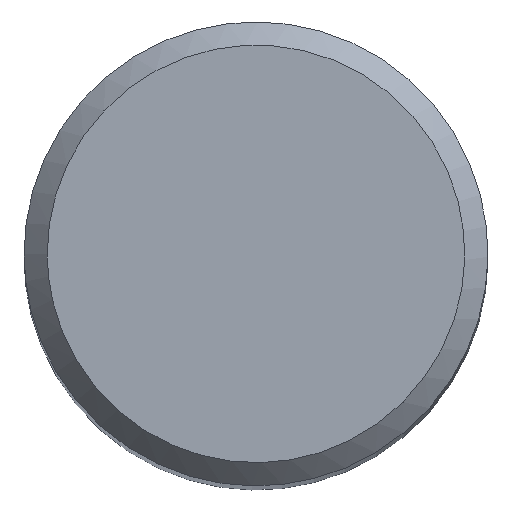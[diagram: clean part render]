
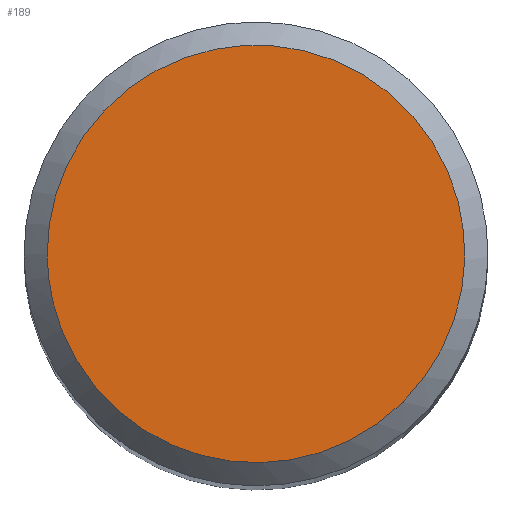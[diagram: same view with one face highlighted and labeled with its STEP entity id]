
A CAD part, top view. The second image highlights one B-rep face of the part: STEP entity #189.
In plain terms, the highlighted planar face has unit normal (0, 0, 1).
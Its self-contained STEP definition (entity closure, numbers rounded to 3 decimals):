
#140 = VERTEX_POINT('', #141);
#141 = CARTESIAN_POINT('', (-6.3, 0., 0.));
#146 = EDGE_CURVE('', #140, #140, #147, .T.);
#147 = (
   BOUNDED_CURVE ()
   B_SPLINE_CURVE (2, (#148, #149, #150, #151, #152, #153, #154, #155, #156), .UNSPECIFIED., .T., .U.)
   B_SPLINE_CURVE_WITH_KNOTS ((3, 2, 2, 2, 3), (6.283, 7.854, 9.425, 10.996, 12.566), .UNSPECIFIED.)
   CURVE ()
   GEOMETRIC_REPRESENTATION_ITEM ()
   RATIONAL_B_SPLINE_CURVE ((1., 0.707, 1., 0.707, 1., 0.707, 1., 0.707, 1.))
   REPRESENTATION_ITEM ('')
);
#148 = CARTESIAN_POINT('', (-6.3, 0., 0.));
#149 = CARTESIAN_POINT('', (-6.3, 6.3, 0.));
#150 = CARTESIAN_POINT('', (0., 6.3, 0.));
#151 = CARTESIAN_POINT('', (6.3, 6.3, 0.));
#152 = CARTESIAN_POINT('', (6.3, 0., 0.));
#153 = CARTESIAN_POINT('', (6.3, -6.3, 0.));
#154 = CARTESIAN_POINT('', (0., -6.3, 0.));
#155 = CARTESIAN_POINT('', (-6.3, -6.3, 0.));
#156 = CARTESIAN_POINT('', (-6.3, 0., 0.));
#189 = ADVANCED_FACE('', (#190), #193, .T.);
#190 = FACE_OUTER_BOUND('', #191, .T.);
#191 = EDGE_LOOP('', (#192));
#192 = ORIENTED_EDGE('', *, *, #146, .F.);
#193 = PLANE('', #194);
#194 = AXIS2_PLACEMENT_3D('', #195, #196, #197);
#195 = CARTESIAN_POINT('', (9.8, -9.8, 0.));
#196 = DIRECTION('', (0., 0., 1.));
#197 = DIRECTION('', (0., 1., 0.));
